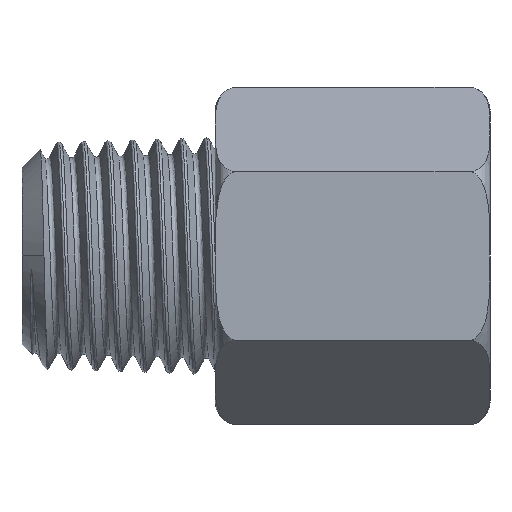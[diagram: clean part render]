
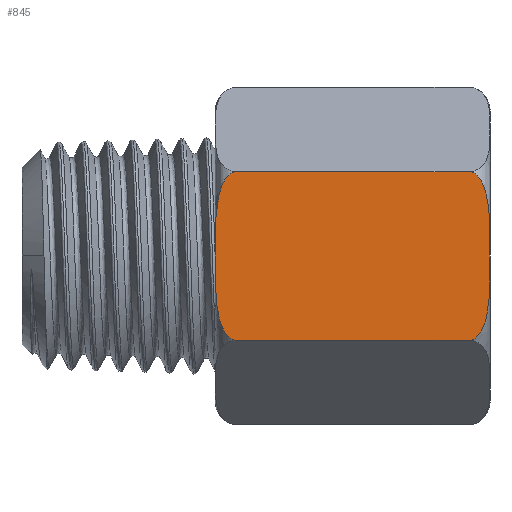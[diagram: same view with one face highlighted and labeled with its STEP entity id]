
A CAD part, front view. The second image highlights one B-rep face of the part: STEP entity #845.
In plain terms, the highlighted face is planar.
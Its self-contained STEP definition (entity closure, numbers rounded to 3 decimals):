
#51=LINE('',#1713,#79);
#54=LINE('',#1719,#82);
#79=VECTOR('',#1010,1.);
#82=VECTOR('',#1019,1.);
#131=B_SPLINE_CURVE_WITH_KNOTS('',3,(#1281,#1282,#1283,#1284,#1285,#1286,
#1287,#1288,#1289,#1290,#1291,#1292,#1293,#1294,#1295,#1296,#1297,#1298,
#1299,#1300),.UNSPECIFIED.,.F.,.F.,(4,2,2,2,2,2,2,2,2,4),(5.07,
5.174,5.392,5.611,5.977,6.342,
7.185,8.027,8.869,9.712),
 .UNSPECIFIED.);
#133=B_SPLINE_CURVE_WITH_KNOTS('',3,(#1323,#1324,#1325,#1326,#1327,#1328,
#1329,#1330,#1331,#1332,#1333,#1334,#1335,#1336,#1337,#1338,#1339,#1340,
#1341,#1342),.UNSPECIFIED.,.F.,.F.,(4,2,2,2,2,2,2,2,2,4),(9.712,
10.554,11.397,12.239,13.081,13.447,
13.812,14.031,14.25,14.353),
 .UNSPECIFIED.);
#137=B_SPLINE_CURVE_WITH_KNOTS('',3,(#1408,#1409,#1410,#1411,#1412,#1413,
#1414,#1415,#1416,#1417,#1418,#1419,#1420,#1421,#1422,#1423,#1424,#1425,
#1426,#1427),.UNSPECIFIED.,.F.,.F.,(4,2,2,2,2,2,2,2,2,4),(5.07,
5.174,5.392,5.611,5.977,6.342,
7.185,8.027,8.869,9.712),
 .UNSPECIFIED.);
#140=B_SPLINE_CURVE_WITH_KNOTS('',3,(#1474,#1475,#1476,#1477,#1478,#1479,
#1480,#1481,#1482,#1483,#1484,#1485,#1486,#1487,#1488,#1489,#1490,#1491,
#1492,#1493),.UNSPECIFIED.,.F.,.F.,(4,2,2,2,2,2,2,2,2,4),(9.712,
10.554,11.397,12.239,13.081,13.447,
13.812,14.031,14.25,14.353),
 .UNSPECIFIED.);
#219=FACE_OUTER_BOUND('',#272,.T.);
#272=EDGE_LOOP('',(#618,#619,#620,#621,#622,#623));
#338=VERTEX_POINT('',#1131);
#348=VERTEX_POINT('',#1280);
#349=VERTEX_POINT('',#1322);
#351=VERTEX_POINT('',#1406);
#352=VERTEX_POINT('',#1407);
#354=VERTEX_POINT('',#1451);
#435=EDGE_CURVE('',#348,#338,#131,.T.);
#437=EDGE_CURVE('',#338,#349,#133,.T.);
#441=EDGE_CURVE('',#351,#352,#137,.T.);
#446=EDGE_CURVE('',#352,#354,#140,.T.);
#462=EDGE_CURVE('',#348,#354,#51,.T.);
#465=EDGE_CURVE('',#349,#351,#54,.T.);
#618=ORIENTED_EDGE('',*,*,#435,.F.);
#619=ORIENTED_EDGE('',*,*,#462,.T.);
#620=ORIENTED_EDGE('',*,*,#446,.F.);
#621=ORIENTED_EDGE('',*,*,#441,.F.);
#622=ORIENTED_EDGE('',*,*,#465,.F.);
#623=ORIENTED_EDGE('',*,*,#437,.F.);
#823=PLANE('',#912);
#845=ADVANCED_FACE('',(#219),#823,.T.);
#912=AXIS2_PLACEMENT_3D('',#1718,#1017,#1018);
#1010=DIRECTION('',(1.,0.,0.));
#1017=DIRECTION('center_axis',(0.,0.,1.));
#1018=DIRECTION('ref_axis',(0.,-1.,0.));
#1019=DIRECTION('',(1.,0.,0.));
#1131=CARTESIAN_POINT('',(10.524,0.,7.95));
#1280=CARTESIAN_POINT('',(11.551,-4.59,7.95));
#1281=CARTESIAN_POINT('Ctrl Pts',(11.551,-4.59,7.95));
#1282=CARTESIAN_POINT('Ctrl Pts',(11.516,-4.577,7.95));
#1283=CARTESIAN_POINT('Ctrl Pts',(11.483,-4.562,7.95));
#1284=CARTESIAN_POINT('Ctrl Pts',(11.388,-4.511,7.95));
#1285=CARTESIAN_POINT('Ctrl Pts',(11.324,-4.465,7.95));
#1286=CARTESIAN_POINT('Ctrl Pts',(11.207,-4.357,7.95));
#1287=CARTESIAN_POINT('Ctrl Pts',(11.154,-4.297,7.95));
#1288=CARTESIAN_POINT('Ctrl Pts',(11.037,-4.141,7.95));
#1289=CARTESIAN_POINT('Ctrl Pts',(10.97,-4.026,7.95));
#1290=CARTESIAN_POINT('Ctrl Pts',(10.858,-3.785,7.95));
#1291=CARTESIAN_POINT('Ctrl Pts',(10.812,-3.659,7.95));
#1292=CARTESIAN_POINT('Ctrl Pts',(10.694,-3.274,7.95));
#1293=CARTESIAN_POINT('Ctrl Pts',(10.641,-2.988,7.95));
#1294=CARTESIAN_POINT('Ctrl Pts',(10.57,-2.399,7.95));
#1295=CARTESIAN_POINT('Ctrl Pts',(10.551,-2.095,7.95));
#1296=CARTESIAN_POINT('Ctrl Pts',(10.529,-1.484,7.95));
#1297=CARTESIAN_POINT('Ctrl Pts',(10.526,-1.177,7.95));
#1298=CARTESIAN_POINT('Ctrl Pts',(10.524,-0.575,7.95));
#1299=CARTESIAN_POINT('Ctrl Pts',(10.524,-0.281,7.95));
#1300=CARTESIAN_POINT('Ctrl Pts',(10.524,0.,
7.95));
#1322=CARTESIAN_POINT('',(11.551,4.59,7.95));
#1323=CARTESIAN_POINT('Ctrl Pts',(10.524,0.,
7.95));
#1324=CARTESIAN_POINT('Ctrl Pts',(10.524,0.281,7.95));
#1325=CARTESIAN_POINT('Ctrl Pts',(10.524,0.575,7.95));
#1326=CARTESIAN_POINT('Ctrl Pts',(10.526,1.177,7.95));
#1327=CARTESIAN_POINT('Ctrl Pts',(10.529,1.484,7.95));
#1328=CARTESIAN_POINT('Ctrl Pts',(10.551,2.095,7.95));
#1329=CARTESIAN_POINT('Ctrl Pts',(10.57,2.399,7.95));
#1330=CARTESIAN_POINT('Ctrl Pts',(10.641,2.988,7.95));
#1331=CARTESIAN_POINT('Ctrl Pts',(10.694,3.274,7.95));
#1332=CARTESIAN_POINT('Ctrl Pts',(10.812,3.659,7.95));
#1333=CARTESIAN_POINT('Ctrl Pts',(10.858,3.785,7.95));
#1334=CARTESIAN_POINT('Ctrl Pts',(10.97,4.026,7.95));
#1335=CARTESIAN_POINT('Ctrl Pts',(11.037,4.141,7.95));
#1336=CARTESIAN_POINT('Ctrl Pts',(11.154,4.297,7.95));
#1337=CARTESIAN_POINT('Ctrl Pts',(11.207,4.357,7.95));
#1338=CARTESIAN_POINT('Ctrl Pts',(11.324,4.465,7.95));
#1339=CARTESIAN_POINT('Ctrl Pts',(11.388,4.511,7.95));
#1340=CARTESIAN_POINT('Ctrl Pts',(11.483,4.562,7.95));
#1341=CARTESIAN_POINT('Ctrl Pts',(11.516,4.577,7.95));
#1342=CARTESIAN_POINT('Ctrl Pts',(11.551,4.59,7.95));
#1406=CARTESIAN_POINT('',(24.441,4.59,7.95));
#1407=CARTESIAN_POINT('',(25.468,0.,7.95));
#1408=CARTESIAN_POINT('Ctrl Pts',(24.441,4.59,7.95));
#1409=CARTESIAN_POINT('Ctrl Pts',(24.476,4.577,7.95));
#1410=CARTESIAN_POINT('Ctrl Pts',(24.509,4.562,7.95));
#1411=CARTESIAN_POINT('Ctrl Pts',(24.604,4.511,7.95));
#1412=CARTESIAN_POINT('Ctrl Pts',(24.668,4.465,7.95));
#1413=CARTESIAN_POINT('Ctrl Pts',(24.785,4.357,7.95));
#1414=CARTESIAN_POINT('Ctrl Pts',(24.838,4.297,7.95));
#1415=CARTESIAN_POINT('Ctrl Pts',(24.955,4.141,7.95));
#1416=CARTESIAN_POINT('Ctrl Pts',(25.022,4.026,7.95));
#1417=CARTESIAN_POINT('Ctrl Pts',(25.134,3.785,7.95));
#1418=CARTESIAN_POINT('Ctrl Pts',(25.18,3.659,7.95));
#1419=CARTESIAN_POINT('Ctrl Pts',(25.298,3.274,7.95));
#1420=CARTESIAN_POINT('Ctrl Pts',(25.351,2.988,7.95));
#1421=CARTESIAN_POINT('Ctrl Pts',(25.422,2.399,7.95));
#1422=CARTESIAN_POINT('Ctrl Pts',(25.441,2.095,7.95));
#1423=CARTESIAN_POINT('Ctrl Pts',(25.463,1.484,7.95));
#1424=CARTESIAN_POINT('Ctrl Pts',(25.466,1.177,7.95));
#1425=CARTESIAN_POINT('Ctrl Pts',(25.468,0.575,7.95));
#1426=CARTESIAN_POINT('Ctrl Pts',(25.468,0.281,7.95));
#1427=CARTESIAN_POINT('Ctrl Pts',(25.468,0.,
7.95));
#1451=CARTESIAN_POINT('',(24.441,-4.59,7.95));
#1474=CARTESIAN_POINT('Ctrl Pts',(25.468,0.,
7.95));
#1475=CARTESIAN_POINT('Ctrl Pts',(25.468,-0.281,7.95));
#1476=CARTESIAN_POINT('Ctrl Pts',(25.468,-0.575,7.95));
#1477=CARTESIAN_POINT('Ctrl Pts',(25.466,-1.177,7.95));
#1478=CARTESIAN_POINT('Ctrl Pts',(25.463,-1.484,7.95));
#1479=CARTESIAN_POINT('Ctrl Pts',(25.441,-2.095,7.95));
#1480=CARTESIAN_POINT('Ctrl Pts',(25.422,-2.399,7.95));
#1481=CARTESIAN_POINT('Ctrl Pts',(25.351,-2.988,7.95));
#1482=CARTESIAN_POINT('Ctrl Pts',(25.298,-3.274,7.95));
#1483=CARTESIAN_POINT('Ctrl Pts',(25.18,-3.659,7.95));
#1484=CARTESIAN_POINT('Ctrl Pts',(25.134,-3.785,7.95));
#1485=CARTESIAN_POINT('Ctrl Pts',(25.022,-4.026,7.95));
#1486=CARTESIAN_POINT('Ctrl Pts',(24.955,-4.141,7.95));
#1487=CARTESIAN_POINT('Ctrl Pts',(24.838,-4.297,7.95));
#1488=CARTESIAN_POINT('Ctrl Pts',(24.785,-4.357,7.95));
#1489=CARTESIAN_POINT('Ctrl Pts',(24.668,-4.465,7.95));
#1490=CARTESIAN_POINT('Ctrl Pts',(24.604,-4.511,7.95));
#1491=CARTESIAN_POINT('Ctrl Pts',(24.509,-4.562,7.95));
#1492=CARTESIAN_POINT('Ctrl Pts',(24.476,-4.577,7.95));
#1493=CARTESIAN_POINT('Ctrl Pts',(24.441,-4.59,7.95));
#1713=CARTESIAN_POINT('',(7.683,-4.59,7.95));
#1718=CARTESIAN_POINT('Origin',(7.683,4.59,7.95));
#1719=CARTESIAN_POINT('',(7.683,4.59,7.95));
